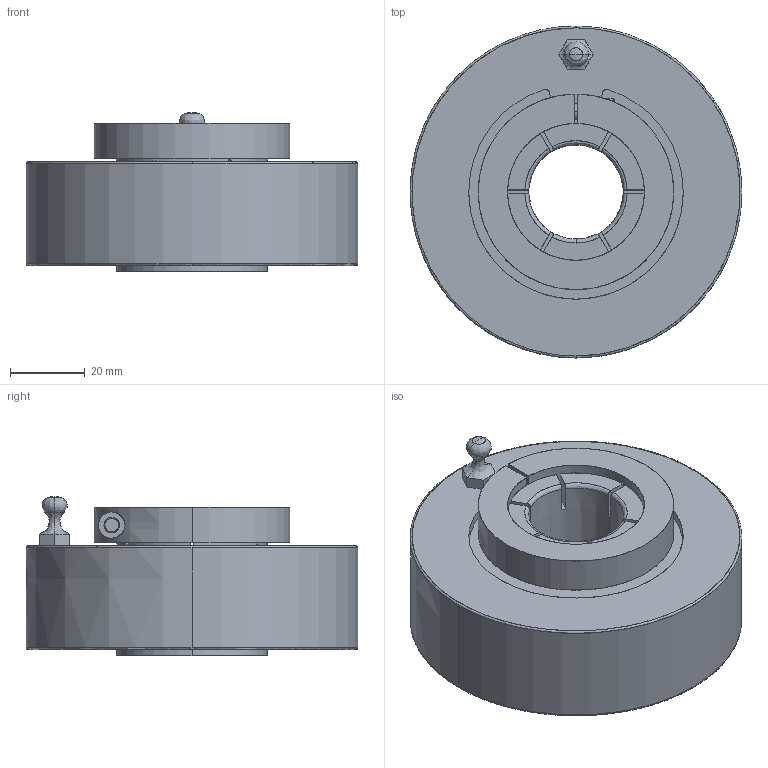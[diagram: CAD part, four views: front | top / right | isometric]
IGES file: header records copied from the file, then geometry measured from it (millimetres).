
Start section: SolidWorks IGES file using analytic representation for surfaces
Global section: file name: MSDEFAU09131154537821.igs; native system: SolidWorks 2012; preprocessor: SolidWorks 2012; author: partstream; date: 120913.115454; units: millimetre
Bounding box: 88.9 x 88.9 x 42.6 mm (x, y, z)
Surface area: 29178.5 mm2 (no closed solid volume)
Topology: 0 solids, 0 shells, 125 faces, 2489 edges, 2493 vertices
Faces by surface type: bspline 79, revolution 46
